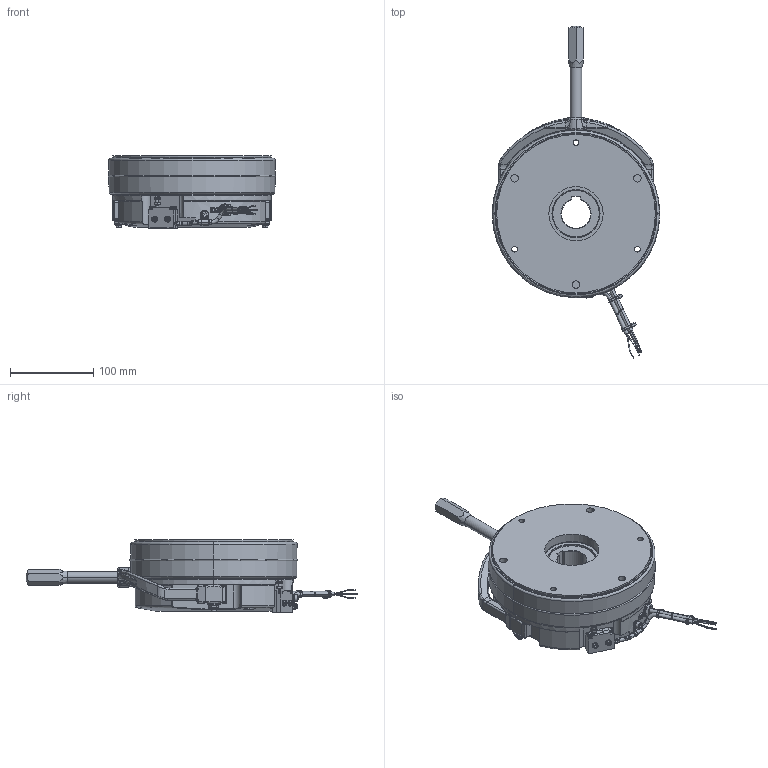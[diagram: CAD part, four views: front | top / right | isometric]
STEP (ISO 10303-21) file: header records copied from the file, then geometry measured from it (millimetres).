
FILE_DESCRIPTION (( 'STEP AP214' ), '1' );
FILE_NAME ('dr_bk_07_38_hmfs_mu.STEP', '2021-11-04T07:07:45', ( '' ), ( '' ), 'SwSTEP 2.0', 'SolidWorks 2019', '' );
FILE_SCHEMA (( 'AUTOMOTIVE_DESIGN' ));
Length unit declared in the file: millimetre
Products named in the file (10): 10068446_000; dr_bk_07_38_hmfs_mu; 10068447_000_07.08.540-G352 Nabe; 10068449_000; 10068454_000_Einbauzustand  �187,2 - �186,5 - B=43; 10068450_000; 10068448_000; 10068452_000; 10068455_000; 10068453_000
Assembly tree (11 placements, depth 2):
  dr_bk_07_38_hmfs_mu
    10068452_000
    10068453_000
    10068448_000
    10068446_000  x3
    10068447_000_07.08.540-G352 Nabe
    10068455_000
    10068454_000_Einbauzustand  �187,2 - �186,5 - B=43
    10068450_000
    10068449_000
Bounding box: 201 x 397.74 x 87 mm (x, y, z)
Volume: 2070179.4 mm3; surface area: 434301.8 mm2
Topology: 26 solids, 44 shells, 2401 faces, 5948 edges, 3667 vertices
Faces by surface type: plane 718, cylinder 713, bspline 421, cone 271, torus 265, sphere 13
Entity records: 104605 total; most frequent: CARTESIAN_POINT 36178, ORIENTED_EDGE 11646, DIRECTION 10409, EDGE_CURVE 5825, AXIS2_PLACEMENT_3D 4103, VERTEX_POINT 3619, EDGE_LOOP 2552, ADVANCED_FACE 2367
